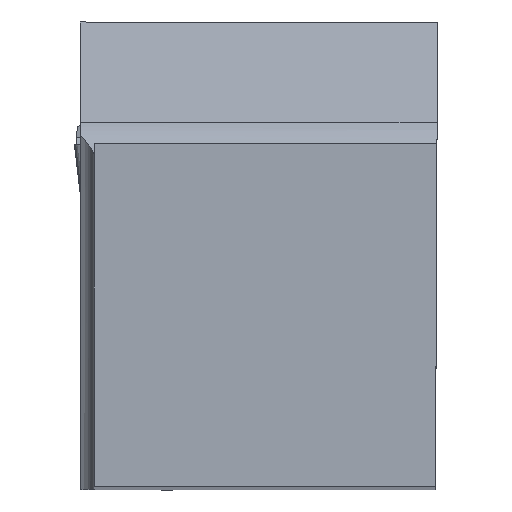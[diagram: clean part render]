
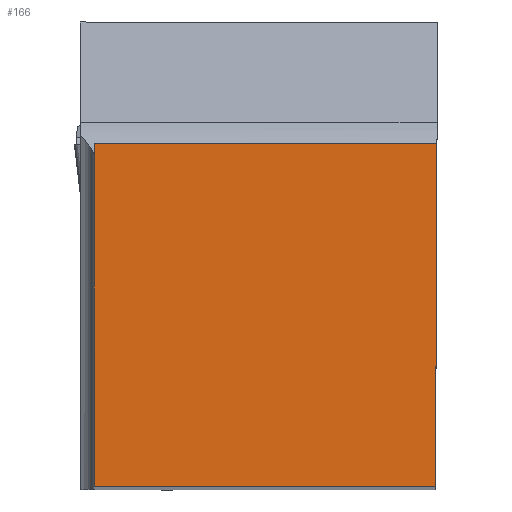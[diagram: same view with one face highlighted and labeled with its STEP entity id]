
A CAD part, top view. The second image highlights one B-rep face of the part: STEP entity #166.
In plain terms, the highlighted planar face has unit normal (0, 0, 1).
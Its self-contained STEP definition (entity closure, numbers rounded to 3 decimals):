
#166=ADVANCED_FACE('CU_BACK_SU1',(#279),#227,.F.);
#227=PLANE('',#1421);
#279=FACE_OUTER_BOUND('',#343,.T.);
#343=EDGE_LOOP('',(#518,#519,#520,#521));
#518=ORIENTED_EDGE('',*,*,#911,.T.);
#519=ORIENTED_EDGE('',*,*,#916,.T.);
#520=ORIENTED_EDGE('',*,*,#925,.T.);
#521=ORIENTED_EDGE('',*,*,#952,.F.);
#787=VERTEX_POINT('',#1904);
#788=VERTEX_POINT('',#1906);
#792=VERTEX_POINT('',#1915);
#798=VERTEX_POINT('',#1931);
#911=EDGE_CURVE('',#788,#787,#1082,.T.);
#916=EDGE_CURVE('',#787,#792,#1085,.T.);
#925=EDGE_CURVE('',#792,#798,#1093,.T.);
#952=EDGE_CURVE('',#788,#798,#1114,.T.);
#1082=LINE('',#1905,#1222);
#1085=LINE('',#1916,#1225);
#1093=LINE('',#1932,#1233);
#1114=LINE('',#2009,#1254);
#1222=VECTOR('',#1546,1.);
#1225=VECTOR('',#1555,1.);
#1233=VECTOR('',#1567,1.);
#1254=VECTOR('',#1622,1.);
#1421=AXIS2_PLACEMENT_3D('',#2010,#1623,#1624);
#1546=DIRECTION('',(1.,0.,0.));
#1555=DIRECTION('',(0.004,1.,0.));
#1567=DIRECTION('',(-1.,0.,0.));
#1622=DIRECTION('',(0.,1.,0.));
#1623=DIRECTION('',(0.,0.,-1.));
#1624=DIRECTION('',(0.,-1.,0.));
#1904=CARTESIAN_POINT('',(-0.087,0.,0.));
#1905=CARTESIAN_POINT('',(22.994,0.,0.));
#1906=CARTESIAN_POINT('',(-19.875,0.,0.));
#1915=CARTESIAN_POINT('',(0.,19.875,0.));
#1916=CARTESIAN_POINT('',(0.088,39.975,0.));
#1931=CARTESIAN_POINT('',(-19.875,19.875,0.));
#1932=CARTESIAN_POINT('',(22.994,19.875,0.));
#2009=CARTESIAN_POINT('',(-19.875,39.875,0.));
#2010=CARTESIAN_POINT('',(22.994,39.875,0.));
